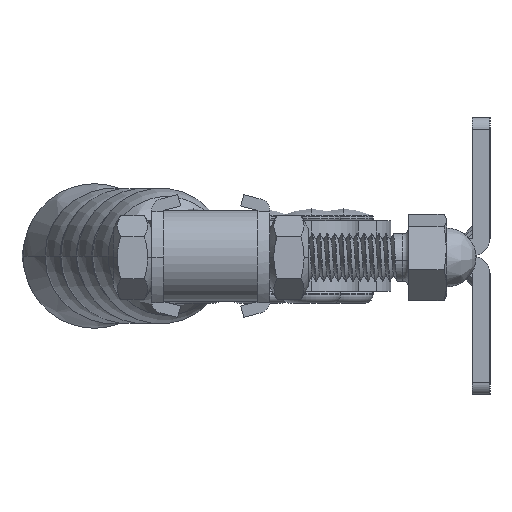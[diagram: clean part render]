
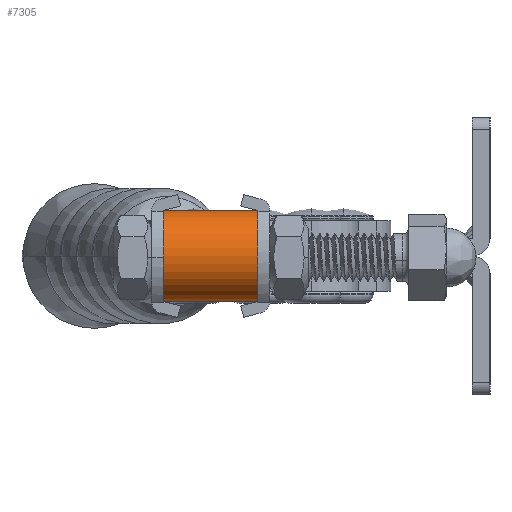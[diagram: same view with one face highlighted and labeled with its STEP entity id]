
A CAD part, left-side view. The second image highlights one B-rep face of the part: STEP entity #7305.
In plain terms, the highlighted cylindrical face has radius 7.7 mm (diameter 15.4 mm), a partial arc.
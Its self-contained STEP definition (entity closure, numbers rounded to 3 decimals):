
#2380 = CARTESIAN_POINT ( 'NONE',  ( -57.8, -11., 7.7 ) ) ;
#4659 = CARTESIAN_POINT ( 'NONE',  ( -57.8, -11., 0. ) ) ;
#4717 = CARTESIAN_POINT ( 'NONE',  ( -57.8, 5., 7.7 ) ) ;
#5015 = DIRECTION ( 'NONE',  ( -1., 0., 0. ) ) ;
#5042 = CIRCLE ( 'NONE', #12726, 7.7 ) ;
#5964 = VECTOR ( 'NONE', #17627, 1000. ) ;
#6204 = LINE ( 'NONE', #33334, #26399 ) ;
#6944 = CARTESIAN_POINT ( 'NONE',  ( -57.8, 8., 15.4 ) ) ;
#7232 = EDGE_CURVE ( 'NONE', #12673, #28418, #27795, .T. ) ;
#7291 = AXIS2_PLACEMENT_3D ( 'NONE', #4717, #23130, #7385 ) ;
#7305 = ADVANCED_FACE ( 'NONE', ( #18311 ), #31523, .T. ) ;
#7385 = DIRECTION ( 'NONE',  ( 1., 0., 0. ) ) ;
#12231 = ORIENTED_EDGE ( 'NONE', *, *, #12812, .T. ) ;
#12673 = VERTEX_POINT ( 'NONE', #14652 ) ;
#12726 = AXIS2_PLACEMENT_3D ( 'NONE', #2380, #20796, #5015 ) ;
#12812 = EDGE_CURVE ( 'NONE', #29715, #17394, #6204, .T. ) ;
#14652 = CARTESIAN_POINT ( 'NONE',  ( -57.8, 5., 15.4 ) ) ;
#16128 = CARTESIAN_POINT ( 'NONE',  ( -57.8, -11., 15.4 ) ) ;
#16885 = ORIENTED_EDGE ( 'NONE', *, *, #7232, .F. ) ;
#17394 = VERTEX_POINT ( 'NONE', #4659 ) ;
#17627 = DIRECTION ( 'NONE',  ( 0., -1., 0. ) ) ;
#17631 = DIRECTION ( 'NONE',  ( 0., -1., 0. ) ) ;
#18311 = FACE_OUTER_BOUND ( 'NONE', #21239, .T. ) ;
#19946 = CARTESIAN_POINT ( 'NONE',  ( -57.8, 5., 0. ) ) ;
#20395 = CARTESIAN_POINT ( 'NONE',  ( -57.8, 8., 7.7 ) ) ;
#20796 = DIRECTION ( 'NONE',  ( 0., -1., 0. ) ) ;
#21239 = EDGE_LOOP ( 'NONE', ( #12231, #30628, #16885, #31554 ) ) ;
#23130 = DIRECTION ( 'NONE',  ( 0., 1., 0. ) ) ;
#24878 = AXIS2_PLACEMENT_3D ( 'NONE', #20395, #28338, #25565 ) ;
#25565 = DIRECTION ( 'NONE',  ( 0., 0., -1. ) ) ;
#26399 = VECTOR ( 'NONE', #17631, 1000. ) ;
#27245 = EDGE_CURVE ( 'NONE', #28418, #17394, #5042, .T. ) ;
#27795 = LINE ( 'NONE', #6944, #5964 ) ;
#28338 = DIRECTION ( 'NONE',  ( 0., -1., 0. ) ) ;
#28418 = VERTEX_POINT ( 'NONE', #16128 ) ;
#29169 = CIRCLE ( 'NONE', #7291, 7.7 ) ;
#29715 = VERTEX_POINT ( 'NONE', #19946 ) ;
#30628 = ORIENTED_EDGE ( 'NONE', *, *, #27245, .F. ) ;
#31523 = CYLINDRICAL_SURFACE ( 'NONE', #24878, 7.7 ) ;
#31554 = ORIENTED_EDGE ( 'NONE', *, *, #31872, .F. ) ;
#31872 = EDGE_CURVE ( 'NONE', #29715, #12673, #29169, .T. ) ;
#33334 = CARTESIAN_POINT ( 'NONE',  ( -57.8, 8., 0. ) ) ;
